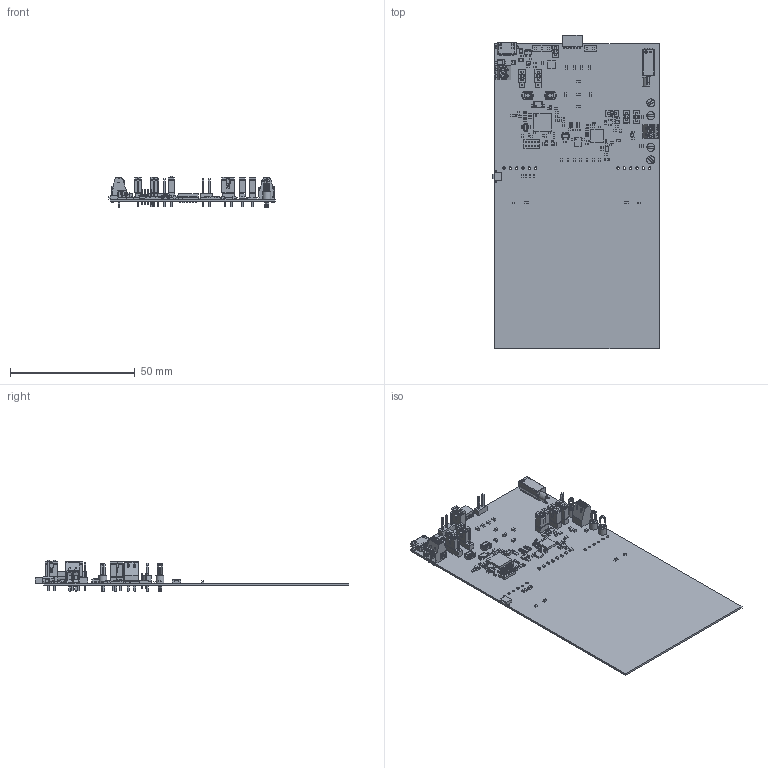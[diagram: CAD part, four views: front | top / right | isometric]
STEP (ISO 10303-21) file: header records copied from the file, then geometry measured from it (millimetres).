
FILE_DESCRIPTION(('Open CASCADE Model'),'2;1');
FILE_NAME('Open CASCADE Shape Model','2015-11-16T15:05:37',('Author'),( 'Open CASCADE'),'Open CASCADE STEP processor 6.8','Open CASCADE 6.8' ,'Unknown');
FILE_SCHEMA(('AUTOMOTIVE_DESIGN { 1 0 10303 214 1 1 1 1 }'));
Length unit declared in the file: millimetre
Products named in the file (336): PCB; Board; R13; -1147993952; Extruded; -1147993824; J17; -1516875968; -1516879168; R42; R43; D16; -1147528288; -1147528160; -1147527776; D15; -1516876736; -1516876608; -1516876480; -1516876352; C45; C44; -1147994336; -1147994208; R41; R40; R39; L4; -1147994848; -1147994720; C43; C42; C41; C39; C38; U6; -1147996128; J4; -1147993696; C19 ...
Assembly tree (696 placements, depth 4):
  PCB
    Board
    R13
      -1147993952  x2
        Extruded
      -1147993824
        Extruded
    J17
      -1516875968  x2
        Extruded
      -1516879168
        Extruded
    R42
      -1147993952  x2
        Extruded
      -1147993824
        Extruded
    R43
      -1147993952  x2
        Extruded
      -1147993824
        Extruded
    D16
      -1147528288  x2
        Extruded
      -1147528160
        Extruded
      -1147527776
        Extruded
    D15
      -1516876736  x2
        Extruded
      -1516876608
        Extruded
      -1516876480
        Extruded
      -1516876352
        Extruded
    C45
      -1147993952  x2
        Extruded
      -1147993824
        Extruded
    C44
      -1147994336  x2
        Extruded
      -1147994208
        Extruded
    R41
      -1147993952  x2
        Extruded
      -1147993824
        Extruded
    R40
      -1147993952  x2
        Extruded
      -1147993824
        Extruded
    R39
      -1147993952  x2
Bounding box: 66.72 x 125.63 x 12.77 mm (x, y, z)
Volume: 8223.1 mm3; surface area: 22423.3 mm2
Topology: 482 solids, 482 shells, 5847 faces, 13976 edges, 9149 vertices
Faces by surface type: plane 5121, cylinder 654, sphere 30, bspline 30, torus 8, cone 4
Full cylindrical faces by diameter (mm): 0.5 x1, 0.61 x6, 0.7 x12, 1 x17, 1.016 x14, 1.1 x8, 1.5 x1, 1.6 x4, 3.2 x4
Entity records: 176824 total; most frequent: CARTESIAN_POINT 61603, DIRECTION 20091, LINE 12705, VECTOR 12705, ORIENTED_EDGE 10502, PCURVE 10502, DEFINITIONAL_REPRESENTATION 10502, EDGE_CURVE 5251
